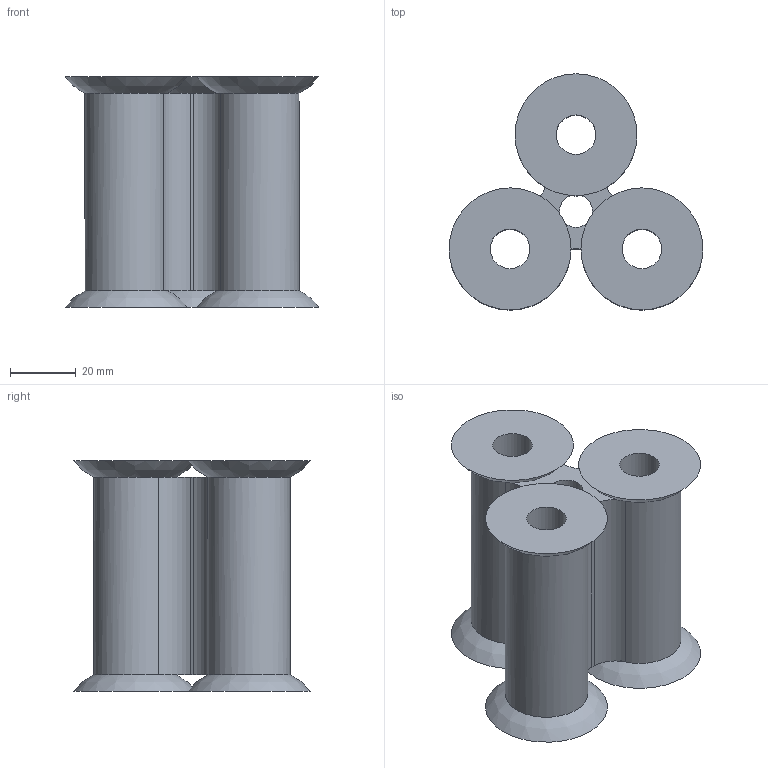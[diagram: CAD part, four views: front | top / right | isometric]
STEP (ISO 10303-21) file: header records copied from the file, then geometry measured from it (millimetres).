
FILE_DESCRIPTION(/* description */ (''),/* implementation_level */ '2;1');
FILE_NAME(/* name */ 'Part1 v1.step',/* time_stamp */ '2022-08-09T19:17:30-07:00',/* author */ (''),/* organization */ (''),/* preprocessor_version */ 'ST-DEVELOPER v19',/* originating_system */ 'Autodesk Translation Framework v11.7.0.108',/* authorisation */ '');
FILE_SCHEMA (('AUTOMOTIVE_DESIGN { 1 0 10303 214 3 1 1 }'));
Length unit declared in the file: millimetre
Products named in the file (1): Part1
Bounding box: 76.99 x 71.64 x 70 mm (x, y, z)
Volume: 114280.3 mm3; surface area: 34775 mm2
Topology: 1 solids, 1 shells, 29 faces, 69 edges, 42 vertices
Faces by surface type: cylinder 13, plane 10, bspline 6
Full cylindrical faces by diameter (mm): 10 x1, 12 x3
Entity records: 1038 total; most frequent: CARTESIAN_POINT 297, DIRECTION 167, ORIENTED_EDGE 138, AXIS2_PLACEMENT_3D 74, EDGE_CURVE 69, CIRCLE 50, VERTEX_POINT 42, EDGE_LOOP 37
